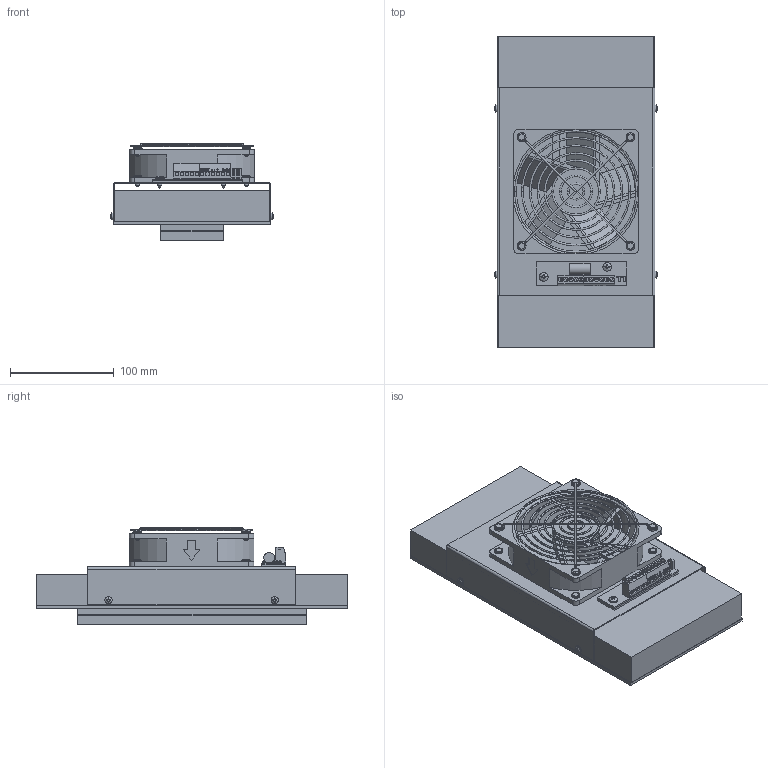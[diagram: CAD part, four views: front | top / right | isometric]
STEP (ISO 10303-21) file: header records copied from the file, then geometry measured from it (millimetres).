
FILE_DESCRIPTION (( 'STEP AP214' ), '1' );
FILE_NAME ('錨璃132.STEP', '2018-11-19T03:45:11', ( '' ), ( '' ), 'SwSTEP 2.0', 'SolidWorks 2016', '' );
FILE_SCHEMA (( 'AUTOMOTIVE_DESIGN' ));
Length unit declared in the file: millimetre
Products named in the file (1): 錨璃132
Bounding box: 156.62 x 300 x 93.34 mm (x, y, z)
Surface area: 454990.8 mm2 (no closed solid volume)
Topology: 0 solids, 47 shells, 1018 faces, 2630 edges, 1733 vertices
Faces by surface type: plane 532, cylinder 294, bspline 138, cone 46, torus 8
Entity records: 35867 total; most frequent: CARTESIAN_POINT 10577, ORIENTED_EDGE 4954, DIRECTION 4797, EDGE_CURVE 2612, VERTEX_POINT 1733, AXIS2_PLACEMENT_3D 1686, LINE 1425, VECTOR 1425
